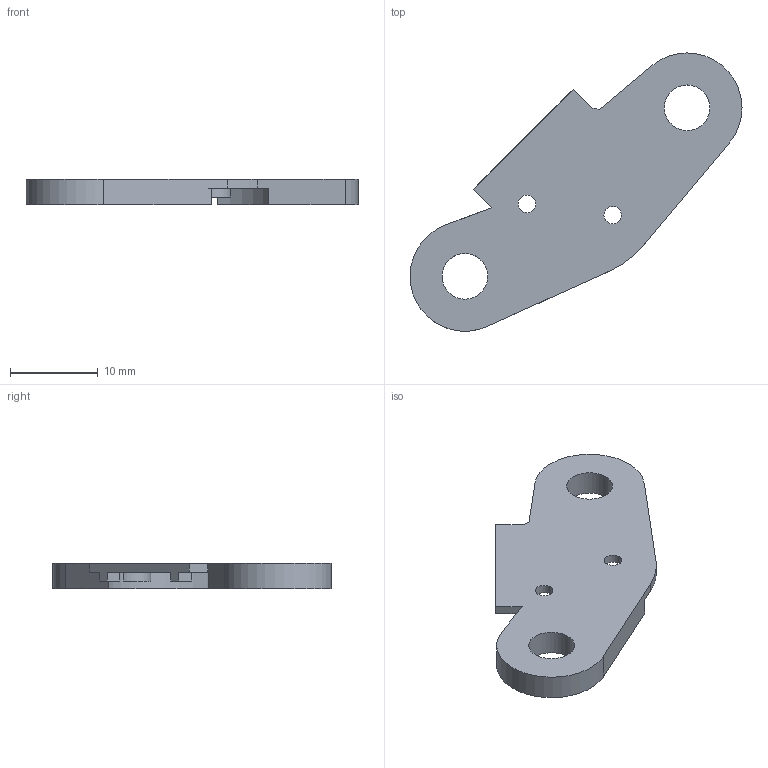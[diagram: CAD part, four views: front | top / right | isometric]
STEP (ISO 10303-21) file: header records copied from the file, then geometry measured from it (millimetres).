
FILE_DESCRIPTION(/* description */ ('STEP AP242','CAx-IF Rec.Pracs.---Representation and Presentation of Product Manufacturing Information (PMI)---4.0---2014-10-13','CAx-IF Rec.Pracs.---3D Tessellated Geometry---0.4---2014-09-14','2;1'),/* implementation_level */ '2;1');
FILE_NAME(/* name */ '64f0b88b7df1ce1b9a4c7574',/* time_stamp */ '2023-08-31T15:58:03Z',/* author */ (''),/* organization */ (''),/* preprocessor_version */ 'ST-DEVELOPER v19.4',/* originating_system */ ' ',/* authorisation */ ' ');
FILE_SCHEMA (('AP242_MANAGED_MODEL_BASED_3D_ENGINEERING_MIM_LF { 1 0 10303 442 1 1 4 }'));
Length unit declared in the file: metre
Products named in the file (1): Case Top
Bounding box: 37.8 x 31.66 x 2.85 mm (x, y, z)
Volume: 1071.3 mm3; surface area: 1585 mm2
Topology: 1 solids, 1 shells, 35 faces, 97 edges, 66 vertices
Faces by surface type: plane 21, cylinder 14
Full cylindrical faces by diameter (mm): 2 x2, 5.2 x2
Entity records: 1113 total; most frequent: DIRECTION 189, CARTESIAN_POINT 187, ORIENTED_EDGE 178, EDGE_CURVE 89, AXIS2_PLACEMENT_3D 64, VERTEX_POINT 62, LINE 61, VECTOR 61
